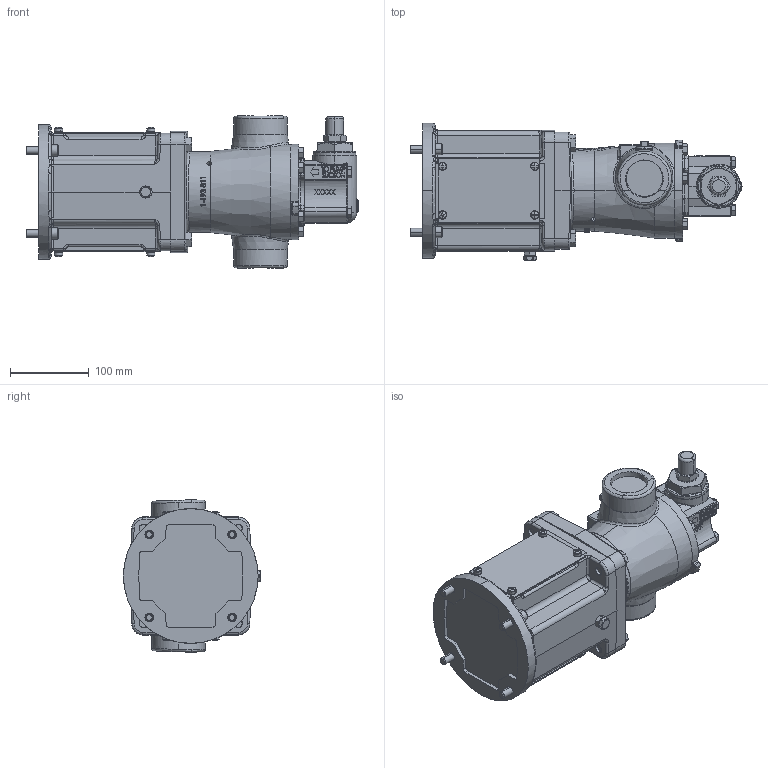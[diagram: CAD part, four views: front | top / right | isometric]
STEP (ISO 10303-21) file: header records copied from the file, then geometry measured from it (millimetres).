
FILE_DESCRIPTION (( 'STEP AP214' ), '1' );
FILE_NAME ('H495-M_(56C, 143-145TC).STEP', '2017-02-24T17:59:27', ( '' ), ( '' ), 'SwSTEP 2.0', 'SolidWorks 2016', '' );
FILE_SCHEMA (( 'AUTOMOTIVE_DESIGN' ));
Length unit declared in the file: inch
Products named in the file (2): H495-M_(56C, 143-145TC)
Bounding box: 422.62 x 174.62 x 193.99 mm (x, y, z)
Volume: 5782696.8 mm3; surface area: 303883.3 mm2
Topology: 1 solids, 6 shells, 2033 faces, 5147 edges, 3223 vertices
Faces by surface type: plane 804, bspline 492, cylinder 353, cone 222, torus 103, sphere 59
Entity records: 108740 total; most frequent: CARTESIAN_POINT 43145, ORIENTED_EDGE 10250, DIRECTION 7746, EDGE_CURVE 5125, VERTEX_POINT 3222, AXIS2_PLACEMENT_3D 2819, EDGE_LOOP 2161, LINE 2108
